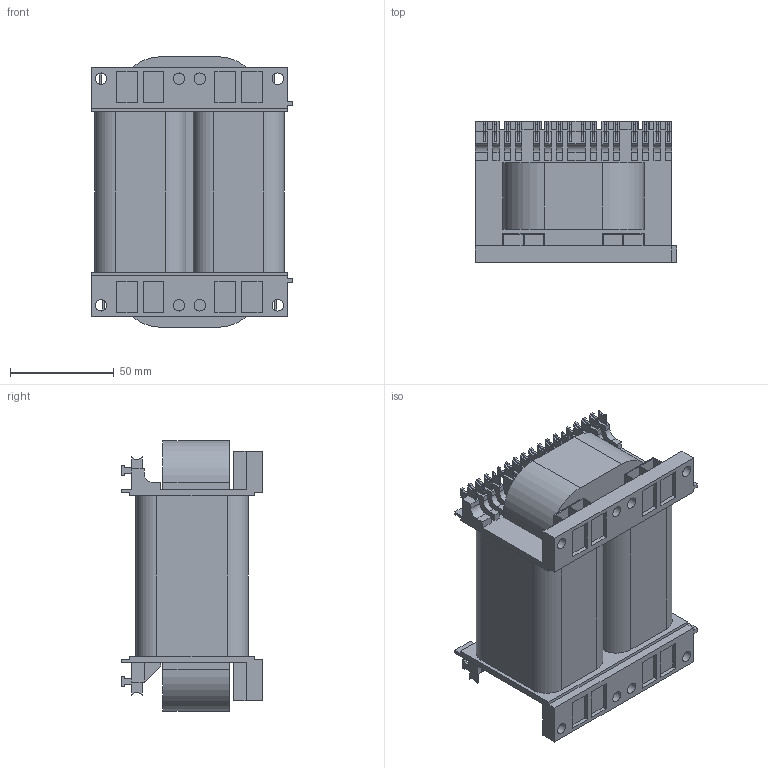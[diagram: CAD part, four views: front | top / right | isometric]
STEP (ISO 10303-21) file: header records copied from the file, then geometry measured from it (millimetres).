
FILE_DESCRIPTION(/* description */ (''),/* implementation_level */ '2;1');
FILE_NAME(/* name */ 'TPK-190.step',/* time_stamp */ '2022-11-20T21:13:07+03:00',/* author */ (''),/* organization */ (''),/* preprocessor_version */ 'ST-DEVELOPER v19.2',/* originating_system */ 'Autodesk Translation Framework v11.17.0.187',/* authorisation */ '');
FILE_SCHEMA (('AUTOMOTIVE_DESIGN { 1 0 10303 214 3 1 1 }'));
Length unit declared in the file: millimetre
Products named in the file (1): TPK-190
Bounding box: 97 x 68 x 130 mm (x, y, z)
Volume: 696204.7 mm3; surface area: 116998.3 mm2
Topology: 56 solids, 56 shells, 1291 faces, 3434 edges, 2286 vertices
Faces by surface type: plane 960, bspline 270, cylinder 61
Full cylindrical faces by diameter (mm): 5.5 x8
Entity records: 40999 total; most frequent: CARTESIAN_POINT 10914, ORIENTED_EDGE 6868, DIRECTION 5080, EDGE_CURVE 3434, LINE 2772, VECTOR 2772, VERTEX_POINT 2286, EDGE_LOOP 1356
